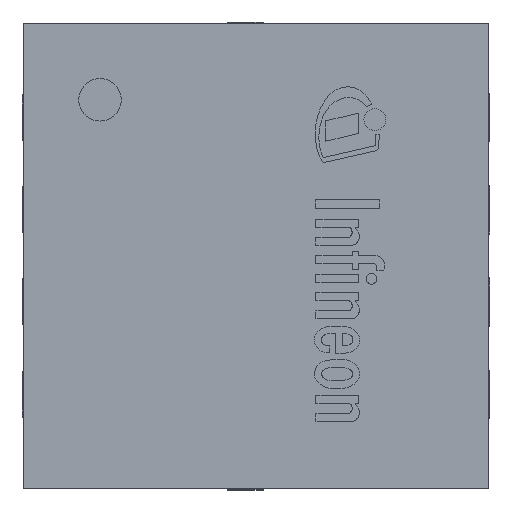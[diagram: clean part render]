
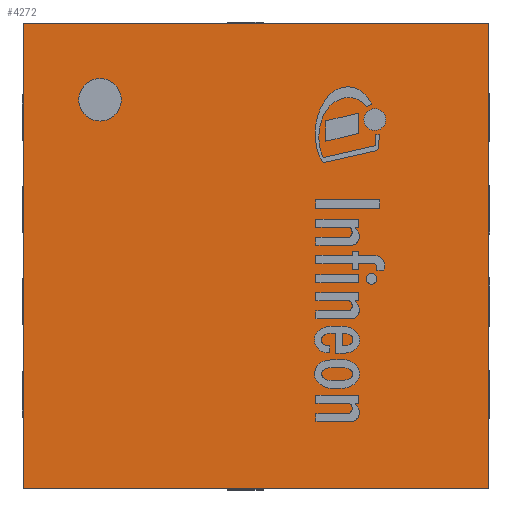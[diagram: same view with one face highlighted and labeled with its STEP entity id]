
A CAD part, top view. The second image highlights one B-rep face of the part: STEP entity #4272.
In plain terms, the highlighted planar face has unit normal (0, 0, 1).
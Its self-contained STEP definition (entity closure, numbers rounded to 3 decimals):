
#88=FACE_BOUND('',#595,.T.);
#154=PLANE('',#4548);
#346=FACE_OUTER_BOUND('',#594,.T.);
#594=EDGE_LOOP('',(#3095,#3096,#3097,#3098));
#595=EDGE_LOOP('',(#3099));
#881=LINE('',#6076,#1392);
#901=LINE('',#6117,#1412);
#903=LINE('',#6124,#1414);
#921=LINE('',#6159,#1432);
#1392=VECTOR('',#4932,1000.);
#1412=VECTOR('',#4956,1000.);
#1414=VECTOR('',#4964,1000.);
#1432=VECTOR('',#4984,1000.);
#1847=CIRCLE('',#4534,0.15);
#1927=VERTEX_POINT('',#5998);
#1961=VERTEX_POINT('',#6073);
#1962=VERTEX_POINT('',#6075);
#1981=VERTEX_POINT('',#6115);
#1983=VERTEX_POINT('',#6122);
#2355=EDGE_CURVE('',#1927,#1927,#1847,.T.);
#2390=EDGE_CURVE('',#1962,#1961,#881,.T.);
#2411=EDGE_CURVE('',#1961,#1981,#901,.T.);
#2415=EDGE_CURVE('',#1981,#1983,#903,.T.);
#2433=EDGE_CURVE('',#1983,#1962,#921,.T.);
#3095=ORIENTED_EDGE('',*,*,#2390,.T.);
#3096=ORIENTED_EDGE('',*,*,#2411,.T.);
#3097=ORIENTED_EDGE('',*,*,#2415,.T.);
#3098=ORIENTED_EDGE('',*,*,#2433,.T.);
#3099=ORIENTED_EDGE('',*,*,#2355,.F.);
#4272=ADVANCED_FACE('',(#346,#88),#154,.T.);
#4534=AXIS2_PLACEMENT_3D('',#6000,#4883,#4884);
#4548=AXIS2_PLACEMENT_3D('',#6160,#4985,#4986);
#4883=DIRECTION('center_axis',(0.,0.,1.));
#4884=DIRECTION('ref_axis',(0.,-1.,0.));
#4932=DIRECTION('',(1.,0.,0.));
#4956=DIRECTION('',(0.,1.,0.));
#4964=DIRECTION('',(-1.,0.,0.));
#4984=DIRECTION('',(0.,-1.,0.));
#4985=DIRECTION('center_axis',(0.,0.,1.));
#4986=DIRECTION('ref_axis',(0.,-1.,0.));
#5998=CARTESIAN_POINT('',(-1.1,1.25,1.1));
#6000=CARTESIAN_POINT('Origin',(-1.1,1.1,1.1));
#6073=CARTESIAN_POINT('',(1.64,-1.64,1.1));
#6075=CARTESIAN_POINT('',(-1.64,-1.64,1.1));
#6076=CARTESIAN_POINT('',(1.64,-1.64,1.1));
#6115=CARTESIAN_POINT('',(1.64,1.64,1.1));
#6117=CARTESIAN_POINT('',(1.64,1.64,1.1));
#6122=CARTESIAN_POINT('',(-1.64,1.64,1.1));
#6124=CARTESIAN_POINT('',(1.64,1.64,1.1));
#6159=CARTESIAN_POINT('',(-1.64,1.64,1.1));
#6160=CARTESIAN_POINT('Origin',(0.,0.,1.1));
